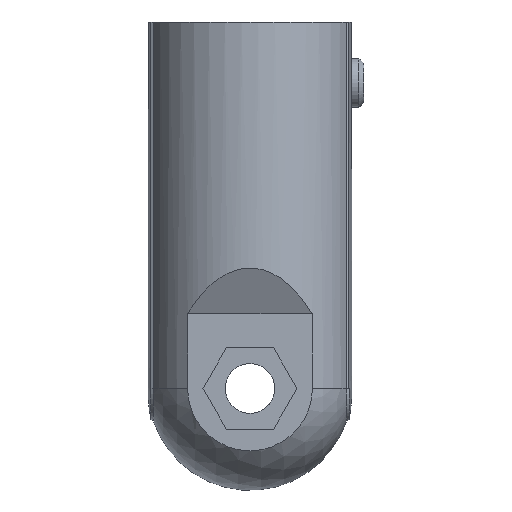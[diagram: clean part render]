
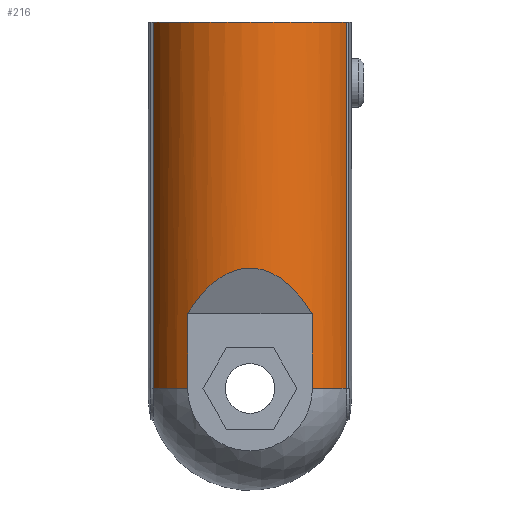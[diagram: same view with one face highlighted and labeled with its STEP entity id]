
A CAD part, left-side view. The second image highlights one B-rep face of the part: STEP entity #216.
In plain terms, the highlighted cylindrical face has radius 12.5 mm (diameter 25 mm), a partial arc.
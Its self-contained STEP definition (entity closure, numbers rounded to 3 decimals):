
#216 = ADVANCED_FACE( '', ( #518 ), #519, .T. );
#518 = FACE_OUTER_BOUND( '', #909, .T. );
#519 = CYLINDRICAL_SURFACE( '', #910, 12.5 );
#909 = EDGE_LOOP( '', ( #1477, #1478, #1479, #1480, #1481, #1482, #1483, #1484 ) );
#910 = AXIS2_PLACEMENT_3D( '', #1485, #1486, #1487 );
#1477 = ORIENTED_EDGE( '', *, *, #2262, .T. );
#1478 = ORIENTED_EDGE( '', *, *, #2341, .T. );
#1479 = ORIENTED_EDGE( '', *, *, #2342, .T. );
#1480 = ORIENTED_EDGE( '', *, *, #2343, .T. );
#1481 = ORIENTED_EDGE( '', *, *, #2344, .F. );
#1482 = ORIENTED_EDGE( '', *, *, #2345, .F. );
#1483 = ORIENTED_EDGE( '', *, *, #2247, .T. );
#1484 = ORIENTED_EDGE( '', *, *, #2346, .T. );
#1485 = CARTESIAN_POINT( '', ( 0., 0., -45.01 ) );
#1486 = DIRECTION( '', ( 0., 0., -1. ) );
#1487 = DIRECTION( '', ( 1., 0., 0. ) );
#2247 = EDGE_CURVE( '', #2686, #2683, #2687, .F. );
#2262 = EDGE_CURVE( '', #2707, #2708, #2710, .F. );
#2341 = EDGE_CURVE( '', #2708, #2839, #2840, .F. );
#2342 = EDGE_CURVE( '', #2839, #2841, #2842, .F. );
#2343 = EDGE_CURVE( '', #2841, #2843, #2844, .T. );
#2344 = EDGE_CURVE( '', #2845, #2843, #2846, .T. );
#2345 = EDGE_CURVE( '', #2686, #2845, #2847, .T. );
#2346 = EDGE_CURVE( '', #2683, #2707, #2848, .T. );
#2683 = VERTEX_POINT( '', #3286 );
#2686 = VERTEX_POINT( '', #3290 );
#2687 = CIRCLE( '', #3291, 12.5 );
#2707 = VERTEX_POINT( '', #3325 );
#2708 = VERTEX_POINT( '', #3326 );
#2710 = ELLIPSE( '', #3329, 29.578, 12.5 );
#2839 = VERTEX_POINT( '', #3515 );
#2840 = LINE( '', #3516, #3517 );
#2841 = VERTEX_POINT( '', #3518 );
#2842 = CIRCLE( '', #3519, 12.5 );
#2843 = VERTEX_POINT( '', #3520 );
#2844 = LINE( '', #3521, #3522 );
#2845 = VERTEX_POINT( '', #3523 );
#2846 = CIRCLE( '', #3524, 12.5 );
#2847 = LINE( '', #3525, #3526 );
#2848 = LINE( '', #3527, #3528 );
#3286 = CARTESIAN_POINT( '', ( -9.9, 7.632, -44.99 ) );
#3290 = CARTESIAN_POINT( '', ( -4., 11.843, -44.99 ) );
#3291 = AXIS2_PLACEMENT_3D( '', #4078, #4079, #4080 );
#3325 = CARTESIAN_POINT( '', ( -9.9, 7.632, -35.8 ) );
#3326 = CARTESIAN_POINT( '', ( -9.9, -7.632, -35.8 ) );
#3329 = AXIS2_PLACEMENT_3D( '', #4094, #4095, #4096 );
#3515 = CARTESIAN_POINT( '', ( -9.9, -7.632, -44.99 ) );
#3516 = CARTESIAN_POINT( '', ( -9.9, -7.632, -45.01 ) );
#3517 = VECTOR( '', #4187, 1000. );
#3518 = CARTESIAN_POINT( '', ( -4., -11.843, -44.99 ) );
#3519 = AXIS2_PLACEMENT_3D( '', #4188, #4189, #4190 );
#3520 = CARTESIAN_POINT( '', ( -4., -11.843, 0. ) );
#3521 = CARTESIAN_POINT( '', ( -4., -11.843, -45.01 ) );
#3522 = VECTOR( '', #4191, 1000. );
#3523 = CARTESIAN_POINT( '', ( -4., 11.843, 0. ) );
#3524 = AXIS2_PLACEMENT_3D( '', #4192, #4193, #4194 );
#3525 = CARTESIAN_POINT( '', ( -4., 11.843, -45.01 ) );
#3526 = VECTOR( '', #4195, 1000. );
#3527 = CARTESIAN_POINT( '', ( -9.9, 7.632, -45.01 ) );
#3528 = VECTOR( '', #4196, 1000. );
#4078 = CARTESIAN_POINT( '', ( 0., 0., -44.99 ) );
#4079 = DIRECTION( '', ( 0., 0., -1. ) );
#4080 = DIRECTION( '', ( -1., 0., 0. ) );
#4094 = CARTESIAN_POINT( '', ( 0., 0., -57.031 ) );
#4095 = DIRECTION( '', ( -0.906, 0., -0.423 ) );
#4096 = DIRECTION( '', ( -0.423, 0., 0.906 ) );
#4187 = DIRECTION( '', ( 0., 0., 1. ) );
#4188 = CARTESIAN_POINT( '', ( 0., 0., -44.99 ) );
#4189 = DIRECTION( '', ( 0., 0., -1. ) );
#4190 = DIRECTION( '', ( -1., 0., 0. ) );
#4191 = DIRECTION( '', ( 0., 0., 1. ) );
#4192 = CARTESIAN_POINT( '', ( 0., 0., 0. ) );
#4193 = DIRECTION( '', ( 0., 0., 1. ) );
#4194 = DIRECTION( '', ( 1., 0., 0. ) );
#4195 = DIRECTION( '', ( 0., 0., 1. ) );
#4196 = DIRECTION( '', ( 0., 0., 1. ) );
